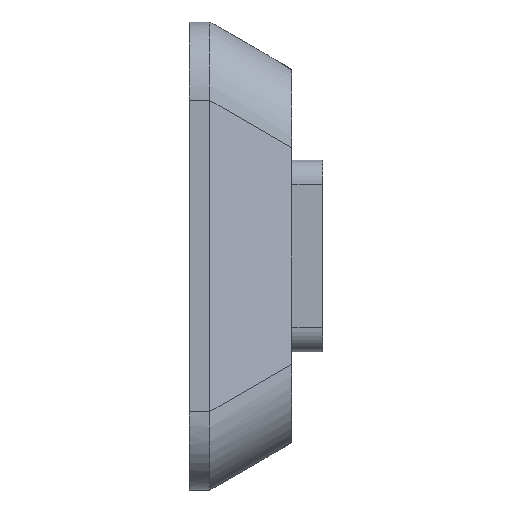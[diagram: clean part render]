
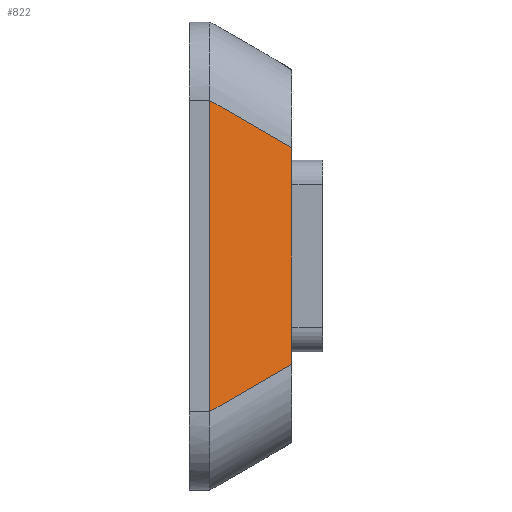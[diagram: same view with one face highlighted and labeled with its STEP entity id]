
A CAD part, left-side view. The second image highlights one B-rep face of the part: STEP entity #822.
In plain terms, the highlighted planar face has unit normal (-0.94, -0.342, 0).
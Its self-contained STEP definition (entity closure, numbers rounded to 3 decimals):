
#58=PLANE('',#910);
#99=FACE_OUTER_BOUND('',#146,.T.);
#146=EDGE_LOOP('',(#708,#709,#710,#711));
#237=LINE('',#1555,#299);
#247=LINE('',#1627,#309);
#258=LINE('',#1675,#320);
#259=LINE('',#1677,#321);
#299=VECTOR('',#1039,10.);
#309=VECTOR('',#1075,10.);
#320=VECTOR('',#1106,10.);
#321=VECTOR('',#1109,10.);
#376=VERTEX_POINT('',#1552);
#377=VERTEX_POINT('',#1554);
#390=VERTEX_POINT('',#1616);
#392=VERTEX_POINT('',#1625);
#475=EDGE_CURVE('',#377,#376,#237,.T.);
#497=EDGE_CURVE('',#392,#390,#247,.T.);
#513=EDGE_CURVE('',#390,#376,#258,.T.);
#514=EDGE_CURVE('',#392,#377,#259,.T.);
#708=ORIENTED_EDGE('',*,*,#513,.F.);
#709=ORIENTED_EDGE('',*,*,#497,.F.);
#710=ORIENTED_EDGE('',*,*,#514,.T.);
#711=ORIENTED_EDGE('',*,*,#475,.T.);
#822=ADVANCED_FACE('',(#99),#58,.T.);
#910=AXIS2_PLACEMENT_3D('',#1676,#1107,#1108);
#1039=DIRECTION('',(-0.301,0.826,0.477));
#1075=DIRECTION('',(-0.301,0.826,-0.477));
#1106=DIRECTION('',(0.,0.,1.));
#1107=DIRECTION('center_axis',(-0.94,-0.342,0.));
#1108=DIRECTION('ref_axis',(0.,0.,-1.));
#1109=DIRECTION('',(0.,0.,1.));
#1552=CARTESIAN_POINT('',(25.544,-1.,20.294));
#1554=CARTESIAN_POINT('',(27.,-5.,17.984));
#1555=CARTESIAN_POINT('',(27.698,-6.918,16.877));
#1616=CARTESIAN_POINT('',(25.544,-1.,5.106));
#1625=CARTESIAN_POINT('',(27.,-5.,7.416));
#1627=CARTESIAN_POINT('',(27.698,-6.918,8.523));
#1675=CARTESIAN_POINT('',(25.544,-1.,6.175));
#1676=CARTESIAN_POINT('Origin',(25.29,-0.302,25.4));
#1677=CARTESIAN_POINT('',(27.,-5.,6.35));
